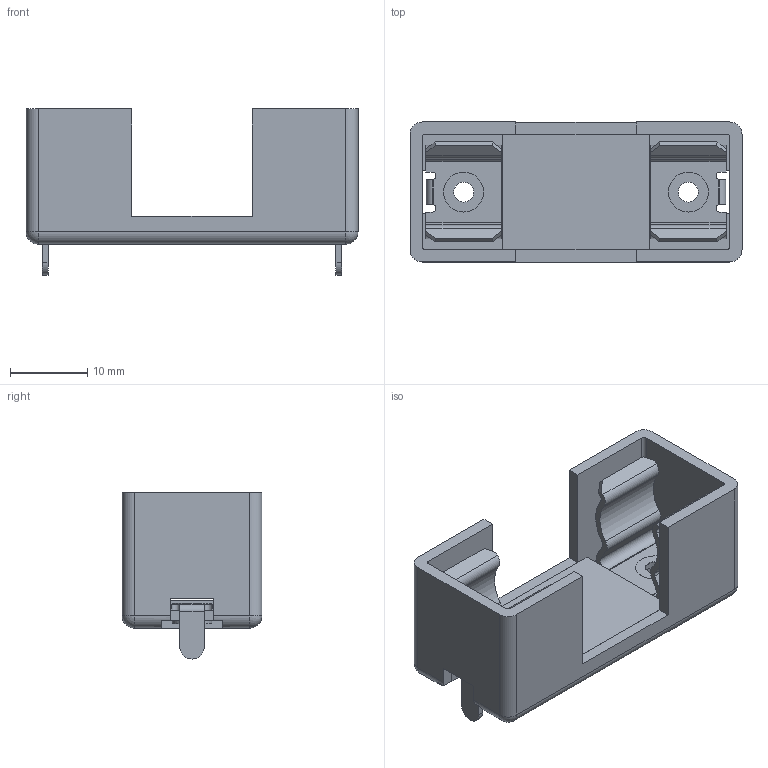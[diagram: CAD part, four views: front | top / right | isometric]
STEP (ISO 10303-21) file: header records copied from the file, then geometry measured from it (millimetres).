
FILE_DESCRIPTION(/* description */ (''),/* implementation_level */ '2;1');
FILE_NAME(/* name */ 'FUSH_KEYSTONE_3576.stp',/* time_stamp */ '2016-12-15T11:42:20+01:00',/* author */ ('jchouvet'),/* organization */ (''),/* preprocessor_version */ 'ST-DEVELOPER v16.1',/* originating_system */ 'AutoCAD Mechanical',/* authorisation */ '');
FILE_SCHEMA (('AUTOMOTIVE_DESIGN { 1 0 10303 214 3 1 1 }'));
Length unit declared in the file: millimetre
Products named in the file (1): Product
Bounding box: 43.05 x 18.14 x 21.54 mm (x, y, z)
Volume: 4531 mm3; surface area: 6897.6 mm2
Topology: 8 solids, 8 shells, 194 faces, 520 edges, 340 vertices
Faces by surface type: plane 128, cylinder 62, sphere 4
Full cylindrical faces by diameter (mm): 2.591 x4, 5.182 x4
Entity records: 6052 total; most frequent: CARTESIAN_POINT 1047, DIRECTION 1030, ORIENTED_EDGE 1024, EDGE_CURVE 512, LINE 384, VECTOR 384, VERTEX_POINT 340, AXIS2_PLACEMENT_3D 323
